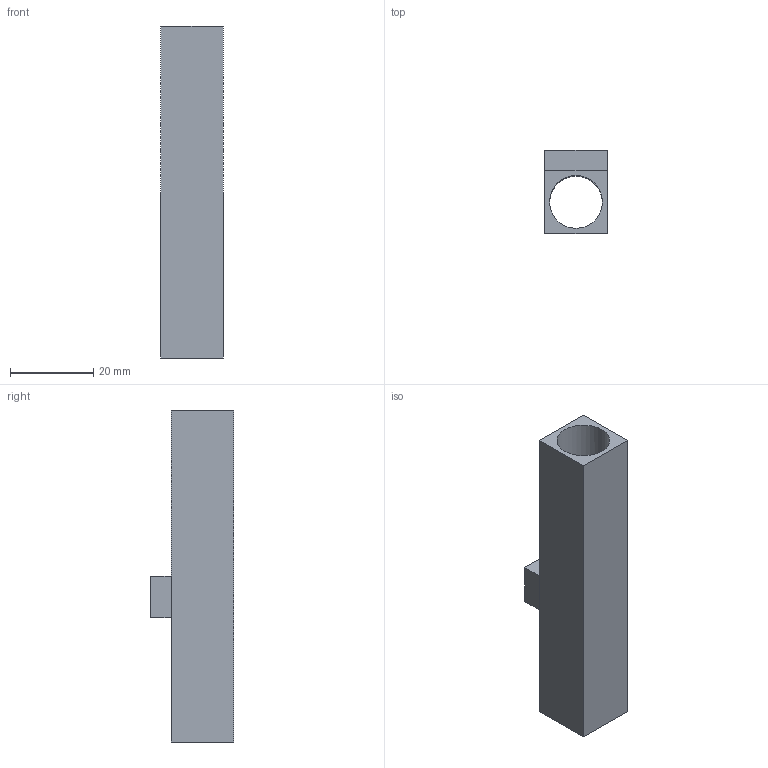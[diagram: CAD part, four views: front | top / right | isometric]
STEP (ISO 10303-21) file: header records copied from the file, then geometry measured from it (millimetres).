
FILE_DESCRIPTION(('FreeCAD Model'),'2;1');
FILE_NAME('spender.step','2024-01-24T16:51:25',('Author'),('' ),'Open CASCADE STEP processor 7.3','FreeCAD','Unknown');
FILE_SCHEMA(('AUTOMOTIVE_DESIGN { 1 0 10303 214 1 1 1 1 }'));
Length unit declared in the file: millimetre
Products named in the file (1): Body
Bounding box: 15 x 20 x 80 mm (x, y, z)
Volume: 8162.4 mm3; surface area: 8675.3 mm2
Topology: 1 solids, 1 shells, 37 faces, 94 edges, 54 vertices
Faces by surface type: plane 20, cylinder 10, bspline 4, torus 3
Full cylindrical faces by diameter (mm): 12.7 x1
Entity records: 1422 total; most frequent: CARTESIAN_POINT 554, ORIENTED_EDGE 180, DIRECTION 165, EDGE_CURVE 90, LINE 63, VECTOR 63, VERTEX_POINT 54, AXIS2_PLACEMENT_3D 51
